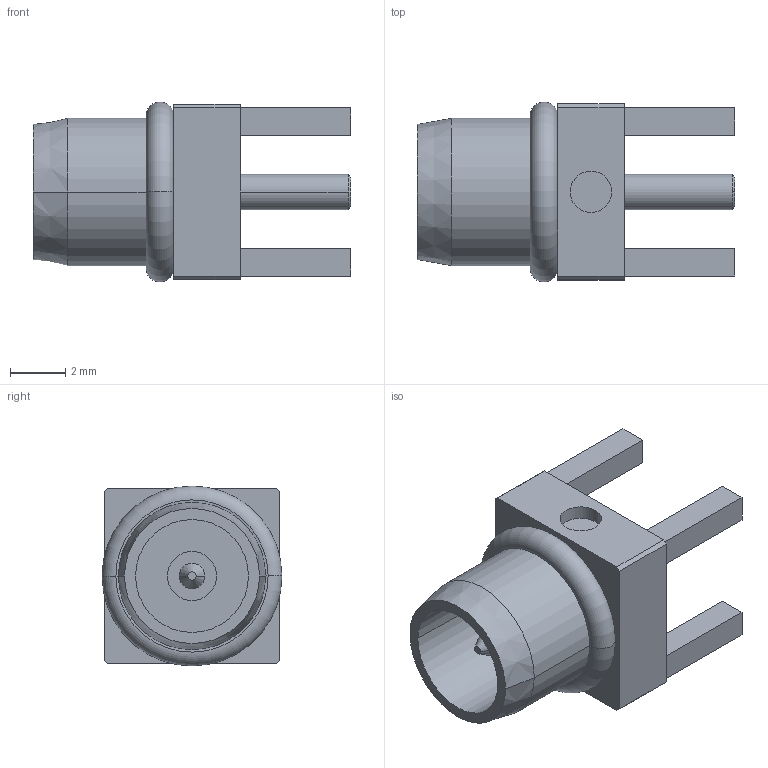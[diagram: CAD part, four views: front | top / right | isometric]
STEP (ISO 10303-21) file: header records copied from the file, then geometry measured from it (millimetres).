
FILE_DESCRIPTION (( 'STEP AP214' ), '1' );
FILE_NAME ('FMCN5411_3D.step', '2025-04-21T20:38:00', ( '' ), ( '' ), 'SwSTEP 2.0', 'SolidWorks 2022', '' );
FILE_SCHEMA (( 'AUTOMOTIVE_DESIGN' ));
Length unit declared in the file: inch
Products named in the file (3): BMA3500-0000-4^FMCN5411; FMCN5411_3D; BMA3401-0000^FMCN5411
Assembly tree (2 placements, depth 2):
  FMCN5411_3D
    BMA3401-0000^FMCN5411
    BMA3500-0000-4^FMCN5411
Bounding box: 11.48 x 6.5 x 6.5 mm (x, y, z)
Volume: 168.9 mm3; surface area: 457.2 mm2
Topology: 2 solids, 2 shells, 66 faces, 146 edges, 94 vertices
Faces by surface type: plane 34, cylinder 18, cone 8, torus 6
Entity records: 1958 total; most frequent: DIRECTION 348, CARTESIAN_POINT 311, ORIENTED_EDGE 292, EDGE_CURVE 146, AXIS2_PLACEMENT_3D 131, VERTEX_POINT 94, LINE 86, VECTOR 86
